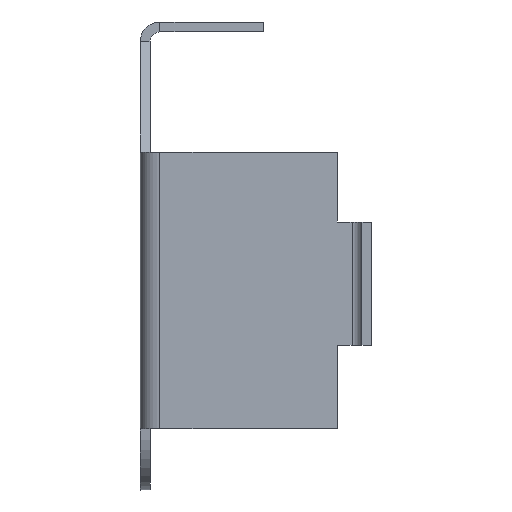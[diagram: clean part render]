
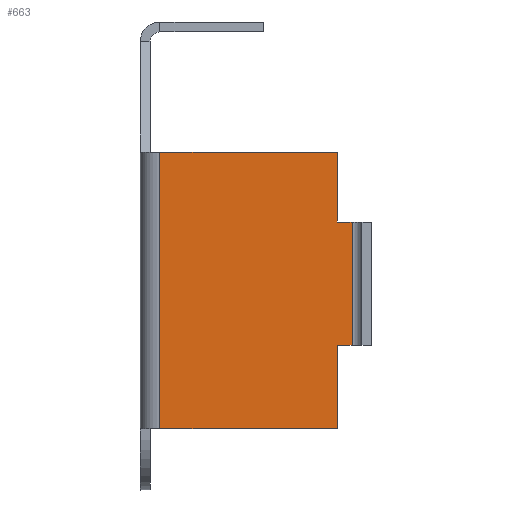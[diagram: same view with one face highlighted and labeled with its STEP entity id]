
A CAD part, left-side view. The second image highlights one B-rep face of the part: STEP entity #663.
In plain terms, the highlighted planar face has unit normal (-1, 0, 0).
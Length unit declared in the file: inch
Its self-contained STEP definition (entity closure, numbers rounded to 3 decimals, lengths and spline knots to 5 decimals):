
#252 = EDGE_CURVE ( 'NONE', #253, #254, #1695, .T. ) ;
#253 = VERTEX_POINT ( 'NONE', #1681 ) ;
#254 = VERTEX_POINT ( 'NONE', #1679 ) ;
#662 = ORIENTED_EDGE ( 'NONE', *, *, #806, .F. ) ;
#663 = ADVANCED_FACE ( 'NONE', ( #2332 ), #2326, .T. ) ;
#705 = EDGE_CURVE ( 'NONE', #739, #729, #2473, .T. ) ;
#718 = ORIENTED_EDGE ( 'NONE', *, *, #801, .T. ) ;
#729 = VERTEX_POINT ( 'NONE', #2439 ) ;
#730 = ORIENTED_EDGE ( 'NONE', *, *, #705, .F. ) ;
#739 = VERTEX_POINT ( 'NONE', #2434 ) ;
#740 = ORIENTED_EDGE ( 'NONE', *, *, #741, .F. ) ;
#741 = EDGE_CURVE ( 'NONE', #729, #767, #2433, .T. ) ;
#755 = VERTEX_POINT ( 'NONE', #2460 ) ;
#766 = EDGE_CURVE ( 'NONE', #767, #788, #2676, .T. ) ;
#767 = VERTEX_POINT ( 'NONE', #2672 ) ;
#788 = VERTEX_POINT ( 'NONE', #2695 ) ;
#792 = ORIENTED_EDGE ( 'NONE', *, *, #822, .T. ) ;
#793 = ORIENTED_EDGE ( 'NONE', *, *, #866, .F. ) ;
#801 = EDGE_CURVE ( 'NONE', #755, #788, #2651, .T. ) ;
#806 = EDGE_CURVE ( 'NONE', #755, #253, #2642, .T. ) ;
#820 = VERTEX_POINT ( 'NONE', #2613 ) ;
#821 = ORIENTED_EDGE ( 'NONE', *, *, #766, .F. ) ;
#822 = EDGE_CURVE ( 'NONE', #820, #254, #2612, .T. ) ;
#864 = EDGE_LOOP ( 'NONE', ( #662, #718, #821, #740, #730, #793, #792, #867 ) ) ;
#866 = EDGE_CURVE ( 'NONE', #820, #739, #2537, .T. ) ;
#867 = ORIENTED_EDGE ( 'NONE', *, *, #252, .F. ) ;
#1651 = DIRECTION ( 'NONE',  ( 0., 0., -1. ) ) ;
#1652 = VECTOR ( 'NONE', #1651, 39.37008 ) ;
#1679 = CARTESIAN_POINT ( 'NONE',  ( -0.26, -0.19, -0.183 ) ) ;
#1681 = CARTESIAN_POINT ( 'NONE',  ( -0.26, -0.19, -0.112 ) ) ;
#1694 = CARTESIAN_POINT ( 'NONE',  ( -0.26, -0.19, -0.112 ) ) ;
#1695 = LINE ( 'NONE', #1694, #1652 ) ;
#2326 = PLANE ( 'NONE',  #2346 ) ;
#2332 = FACE_OUTER_BOUND ( 'NONE', #864, .T. ) ;
#2345 = CARTESIAN_POINT ( 'NONE',  ( -0.26, 0., -0.393 ) ) ;
#2346 = AXIS2_PLACEMENT_3D ( 'NONE', #2345, #2377, #2376 ) ;
#2376 = DIRECTION ( 'NONE',  ( 0., 1., 0. ) ) ;
#2377 = DIRECTION ( 'NONE',  ( -1., 0., 0. ) ) ;
#2430 = DIRECTION ( 'NONE',  ( 0., 0., -1. ) ) ;
#2431 = VECTOR ( 'NONE', #2430, 39.37008 ) ;
#2432 = CARTESIAN_POINT ( 'NONE',  ( -0.26, -0.19, -0.112 ) ) ;
#2433 = LINE ( 'NONE', #2432, #2431 ) ;
#2434 = CARTESIAN_POINT ( 'NONE',  ( -0.26, -0.205, -0.308 ) ) ;
#2439 = CARTESIAN_POINT ( 'NONE',  ( -0.26, -0.19, -0.308 ) ) ;
#2460 = CARTESIAN_POINT ( 'NONE',  ( -0.26, -0.01, -0.112 ) ) ;
#2470 = DIRECTION ( 'NONE',  ( 0., 1., 0. ) ) ;
#2471 = VECTOR ( 'NONE', #2470, 39.37008 ) ;
#2472 = CARTESIAN_POINT ( 'NONE',  ( -0.26, -0.205, -0.308 ) ) ;
#2473 = LINE ( 'NONE', #2472, #2471 ) ;
#2531 = DIRECTION ( 'NONE',  ( 0., 0., -1. ) ) ;
#2532 = VECTOR ( 'NONE', #2531, 39.37008 ) ;
#2537 = LINE ( 'NONE', #2543, #2532 ) ;
#2543 = CARTESIAN_POINT ( 'NONE',  ( -0.26, -0.205, -0.183 ) ) ;
#2609 = DIRECTION ( 'NONE',  ( 0., 1., 0. ) ) ;
#2610 = VECTOR ( 'NONE', #2609, 39.37008 ) ;
#2611 = CARTESIAN_POINT ( 'NONE',  ( -0.26, -0.205, -0.183 ) ) ;
#2612 = LINE ( 'NONE', #2611, #2610 ) ;
#2613 = CARTESIAN_POINT ( 'NONE',  ( -0.26, -0.205, -0.183 ) ) ;
#2639 = DIRECTION ( 'NONE',  ( 0., -1., 0. ) ) ;
#2640 = VECTOR ( 'NONE', #2639, 39.37008 ) ;
#2641 = CARTESIAN_POINT ( 'NONE',  ( -0.26, 0., -0.112 ) ) ;
#2642 = LINE ( 'NONE', #2641, #2640 ) ;
#2648 = DIRECTION ( 'NONE',  ( 0., 0., -1. ) ) ;
#2649 = VECTOR ( 'NONE', #2648, 39.37008 ) ;
#2650 = CARTESIAN_POINT ( 'NONE',  ( -0.26, -0.01, -0.393 ) ) ;
#2651 = LINE ( 'NONE', #2650, #2649 ) ;
#2672 = CARTESIAN_POINT ( 'NONE',  ( -0.26, -0.19, -0.393 ) ) ;
#2673 = DIRECTION ( 'NONE',  ( 0., 1., 0. ) ) ;
#2674 = VECTOR ( 'NONE', #2673, 39.37008 ) ;
#2675 = CARTESIAN_POINT ( 'NONE',  ( -0.26, -0.19, -0.393 ) ) ;
#2676 = LINE ( 'NONE', #2675, #2674 ) ;
#2695 = CARTESIAN_POINT ( 'NONE',  ( -0.26, -0.01, -0.393 ) ) ;
